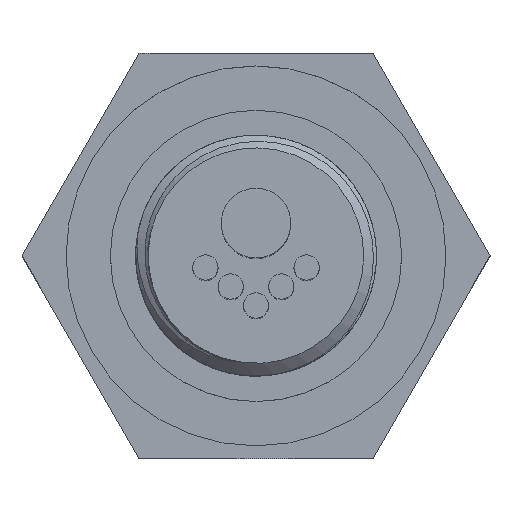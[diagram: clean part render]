
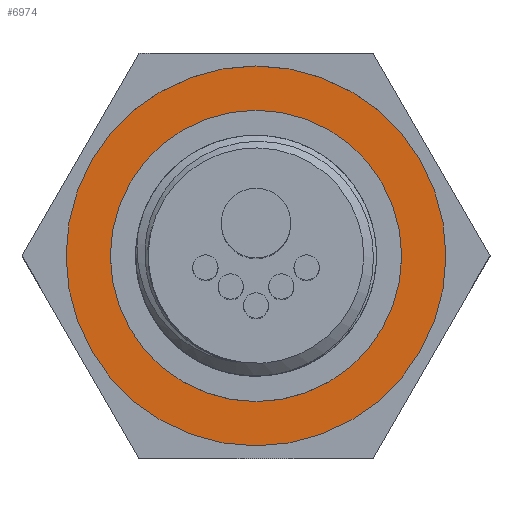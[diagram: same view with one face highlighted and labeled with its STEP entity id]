
A CAD part, top view. The second image highlights one B-rep face of the part: STEP entity #6974.
In plain terms, the highlighted planar face has unit normal (0, 0, 1).
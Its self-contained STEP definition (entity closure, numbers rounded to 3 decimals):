
#1272=PLANE($,#7307);
#1363=FACE_BOUND($,#2546,.T.);
#1364=FACE_BOUND($,#2547,.T.);
#1506=CIRCLE($,#7302,11.5);
#1508=CIRCLE($,#7305,15.);
#2546=EDGE_LOOP($,(#6361));
#2547=EDGE_LOOP($,(#6362));
#3572=VERTEX_POINT($,#14749);
#3574=VERTEX_POINT($,#14754);
#4524=EDGE_CURVE($,#3572,#3572,#1506,.T.);
#4526=EDGE_CURVE($,#3574,#3574,#1508,.T.);
#6361=ORIENTED_EDGE($,*,*,#4524,.F.);
#6362=ORIENTED_EDGE($,*,*,#4526,.T.);
#6974=ADVANCED_FACE($,(#1363,#1364),#1272,.F.);
#7302=AXIS2_PLACEMENT_3D($,#14750,#8483,#8484);
#7305=AXIS2_PLACEMENT_3D($,#14755,#8489,#8490);
#7307=AXIS2_PLACEMENT_3D($,#14758,#8493,#8494);
#8483=DIRECTION('center_axis',(0.,0.,
1.));
#8484=DIRECTION('ref_axis',(-1.,0.,0.));
#8489=DIRECTION('center_axis',(0.,0.,
1.));
#8490=DIRECTION('ref_axis',(-1.,0.,0.));
#8493=DIRECTION('center_axis',(0.,0.,
-1.));
#8494=DIRECTION('ref_axis',(-1.,0.,0.));
#14749=CARTESIAN_POINT('',(11.5,0.,26.18));
#14750=CARTESIAN_POINT('Origin',(0.,0.,
26.18));
#14754=CARTESIAN_POINT('',(15.,0.,26.18));
#14755=CARTESIAN_POINT('Origin',(0.,0.,
26.18));
#14758=CARTESIAN_POINT('Origin',(0.,0.,
26.18));
